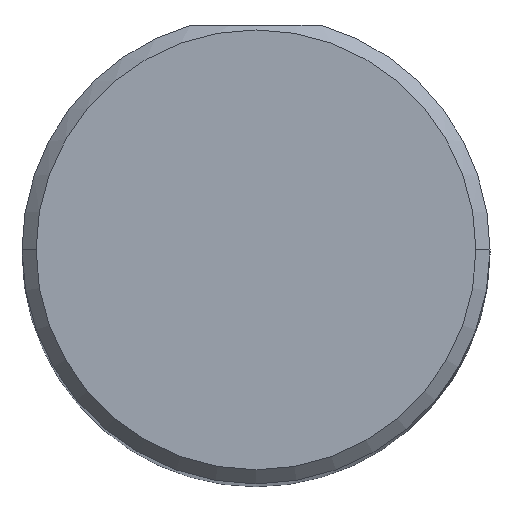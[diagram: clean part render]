
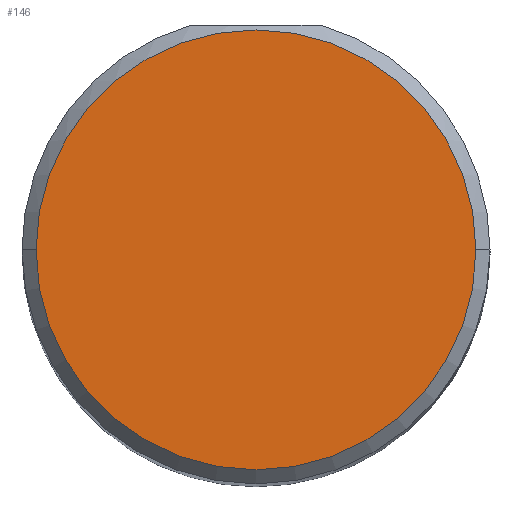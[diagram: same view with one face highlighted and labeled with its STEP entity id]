
A CAD part, top view. The second image highlights one B-rep face of the part: STEP entity #146.
In plain terms, the highlighted planar face has unit normal (0, 0, 1).
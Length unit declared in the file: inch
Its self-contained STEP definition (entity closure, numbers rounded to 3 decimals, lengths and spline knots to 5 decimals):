
#26 = DIRECTION ( 'NONE',  ( 0., 0., 1. ) ) ;
#50 = EDGE_CURVE ( 'NONE', #436, #79, #618, .T. ) ;
#53 = DIRECTION ( 'NONE',  ( 1., 0., 0. ) ) ;
#79 = VERTEX_POINT ( 'NONE', #385 ) ;
#111 = DIRECTION ( 'NONE',  ( 0., 0., 1. ) ) ;
#142 = CIRCLE ( 'NONE', #473, 0.235 ) ;
#146 = ADVANCED_FACE ( 'NONE', ( #243 ), #239, .T. ) ;
#215 = CARTESIAN_POINT ( 'NONE',  ( 0., 0., 3. ) ) ;
#239 = PLANE ( 'NONE',  #346 ) ;
#243 = FACE_OUTER_BOUND ( 'NONE', #386, .T. ) ;
#282 = CARTESIAN_POINT ( 'NONE',  ( 0., 0., 3. ) ) ;
#321 = ORIENTED_EDGE ( 'NONE', *, *, #435, .T. ) ;
#325 = DIRECTION ( 'NONE',  ( 0., 0., 1. ) ) ;
#346 = AXIS2_PLACEMENT_3D ( 'NONE', #353, #26, #675 ) ;
#353 = CARTESIAN_POINT ( 'NONE',  ( 0., 0., 3. ) ) ;
#385 = CARTESIAN_POINT ( 'NONE',  ( 0.235, 0., 3. ) ) ;
#386 = EDGE_LOOP ( 'NONE', ( #463, #321 ) ) ;
#435 = EDGE_CURVE ( 'NONE', #79, #436, #142, .T. ) ;
#436 = VERTEX_POINT ( 'NONE', #714 ) ;
#437 = AXIS2_PLACEMENT_3D ( 'NONE', #282, #325, #53 ) ;
#463 = ORIENTED_EDGE ( 'NONE', *, *, #50, .T. ) ;
#473 = AXIS2_PLACEMENT_3D ( 'NONE', #215, #111, #486 ) ;
#486 = DIRECTION ( 'NONE',  ( 1., 0., 0. ) ) ;
#618 = CIRCLE ( 'NONE', #437, 0.235 ) ;
#675 = DIRECTION ( 'NONE',  ( 1., 0., 0. ) ) ;
#714 = CARTESIAN_POINT ( 'NONE',  ( -0.235, 0., 3. ) ) ;
